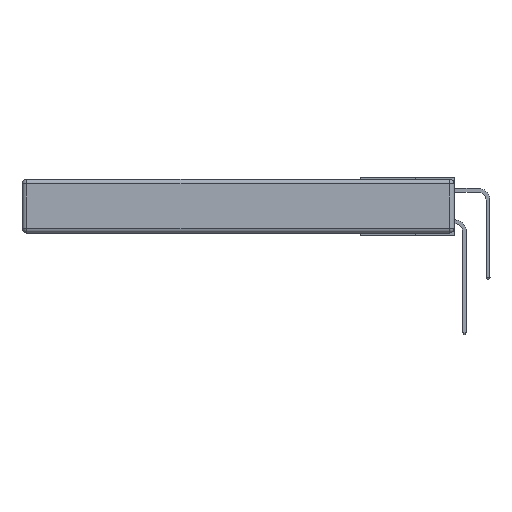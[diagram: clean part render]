
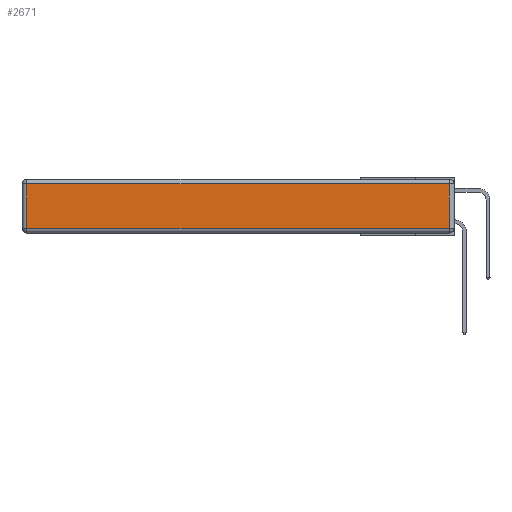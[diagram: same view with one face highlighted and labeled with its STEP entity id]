
A CAD part, left-side view. The second image highlights one B-rep face of the part: STEP entity #2671.
In plain terms, the highlighted planar face has unit normal (-1, 0, 0).
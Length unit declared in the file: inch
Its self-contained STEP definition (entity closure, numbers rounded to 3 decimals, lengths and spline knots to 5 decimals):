
#683 = VECTOR ( 'NONE', #7263, 39.37008 ) ;
#780 = EDGE_CURVE ( 'NONE', #22674, #11966, #17183, .T. ) ;
#781 = LINE ( 'NONE', #10107, #20597 ) ;
#1344 = ORIENTED_EDGE ( 'NONE', *, *, #14732, .T. ) ;
#1603 = CARTESIAN_POINT ( 'NONE',  ( 0., 0., -0.343 ) ) ;
#2064 = DIRECTION ( 'NONE',  ( 0., 0., 1. ) ) ;
#2671 = ADVANCED_FACE ( 'NONE', ( #12357 ), #14947, .T. ) ;
#5213 = AXIS2_PLACEMENT_3D ( 'NONE', #1603, #16946, #9206 ) ;
#7263 = DIRECTION ( 'NONE',  ( 0., 0., -1. ) ) ;
#7946 = VECTOR ( 'NONE', #20308, 39.37008 ) ;
#8347 = CARTESIAN_POINT ( 'NONE',  ( 0., 2.72, -0.03 ) ) ;
#9206 = DIRECTION ( 'NONE',  ( 0., 0., 1. ) ) ;
#9475 = EDGE_LOOP ( 'NONE', ( #12228, #1344, #13927, #19077 ) ) ;
#10107 = CARTESIAN_POINT ( 'NONE',  ( 0., 0.03, -0.343 ) ) ;
#10830 = LINE ( 'NONE', #23600, #20370 ) ;
#11966 = VERTEX_POINT ( 'NONE', #13368 ) ;
#12228 = ORIENTED_EDGE ( 'NONE', *, *, #13672, .T. ) ;
#12357 = FACE_OUTER_BOUND ( 'NONE', #9475, .T. ) ;
#12478 = LINE ( 'NONE', #14421, #7946 ) ;
#12742 = CARTESIAN_POINT ( 'NONE',  ( 0., 0.03, -0.313 ) ) ;
#13054 = CARTESIAN_POINT ( 'NONE',  ( 0., 2.72, -0.343 ) ) ;
#13082 = CARTESIAN_POINT ( 'NONE',  ( 0., 0.03, -0.03 ) ) ;
#13368 = CARTESIAN_POINT ( 'NONE',  ( 0., 2.72, -0.313 ) ) ;
#13672 = EDGE_CURVE ( 'NONE', #11966, #13964, #10830, .T. ) ;
#13927 = ORIENTED_EDGE ( 'NONE', *, *, #16068, .T. ) ;
#13964 = VERTEX_POINT ( 'NONE', #12742 ) ;
#14421 = CARTESIAN_POINT ( 'NONE',  ( 0., 2.75, -0.03 ) ) ;
#14732 = EDGE_CURVE ( 'NONE', #13964, #21455, #781, .T. ) ;
#14947 = PLANE ( 'NONE',  #5213 ) ;
#16068 = EDGE_CURVE ( 'NONE', #21455, #22674, #12478, .T. ) ;
#16946 = DIRECTION ( 'NONE',  ( -1., 0., 0. ) ) ;
#17183 = LINE ( 'NONE', #13054, #683 ) ;
#19077 = ORIENTED_EDGE ( 'NONE', *, *, #780, .T. ) ;
#19497 = DIRECTION ( 'NONE',  ( 0., -1., 0. ) ) ;
#20308 = DIRECTION ( 'NONE',  ( 0., 1., 0. ) ) ;
#20370 = VECTOR ( 'NONE', #19497, 39.37008 ) ;
#20597 = VECTOR ( 'NONE', #2064, 39.37008 ) ;
#21455 = VERTEX_POINT ( 'NONE', #13082 ) ;
#22674 = VERTEX_POINT ( 'NONE', #8347 ) ;
#23600 = CARTESIAN_POINT ( 'NONE',  ( 0., 0., -0.313 ) ) ;
